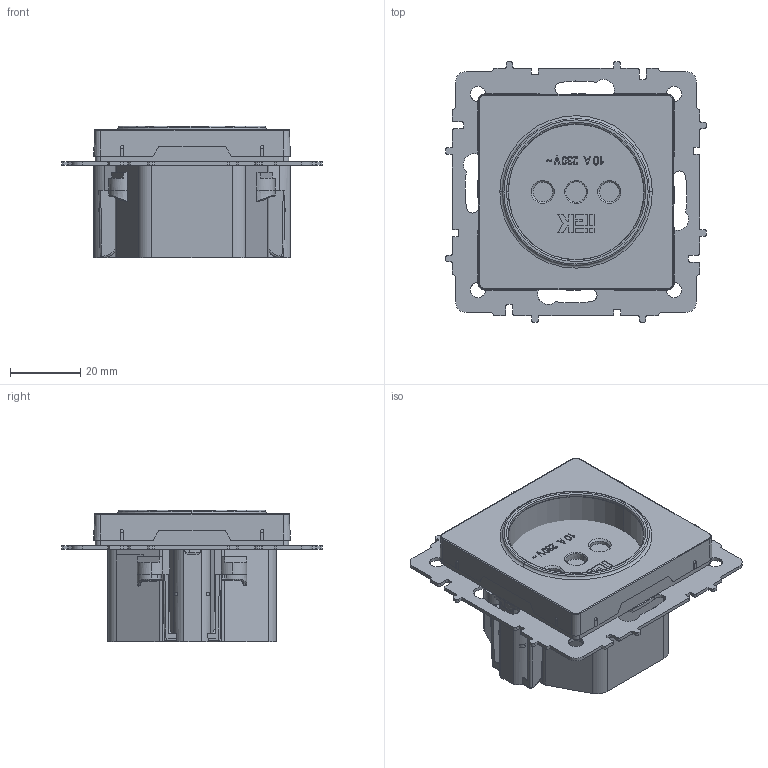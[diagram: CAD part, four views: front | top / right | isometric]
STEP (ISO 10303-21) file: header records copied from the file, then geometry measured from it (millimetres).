
FILE_DESCRIPTION (( 'STEP AP214' ), '1' );
FILE_NAME ('BR-R13-10-K01.STEP', '2025-04-08T12:10:46', ( '' ), ( '' ), 'SwSTEP 2.0', 'SolidWorks 2022', '' );
FILE_SCHEMA (( 'AUTOMOTIVE_DESIGN' ));
Length unit declared in the file: millimetre
Products named in the file (1): BR-R13-10-K01
Bounding box: 74.4 x 74.4 x 37.63 mm (x, y, z)
Volume: 76004.7 mm3; surface area: 22243 mm2
Topology: 1 solids, 1 shells, 761 faces, 2131 edges, 1375 vertices
Faces by surface type: plane 375, cylinder 233, torus 48, cone 45, bspline 42, sphere 18
Entity records: 26556 total; most frequent: CARTESIAN_POINT 7134, ORIENTED_EDGE 4230, DIRECTION 3898, EDGE_CURVE 2115, VERTEX_POINT 1367, AXIS2_PLACEMENT_3D 1338, VECTOR 1222, LINE 1222
